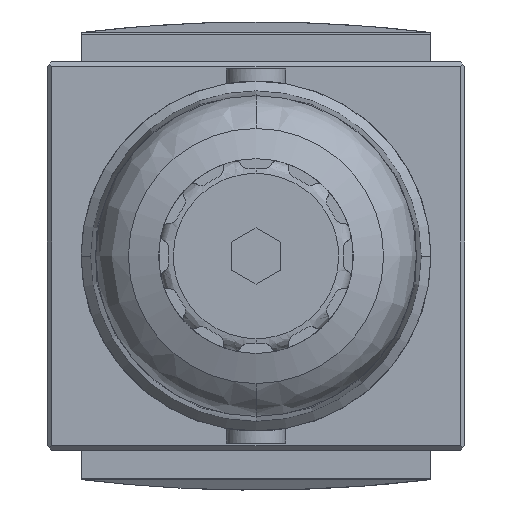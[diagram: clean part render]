
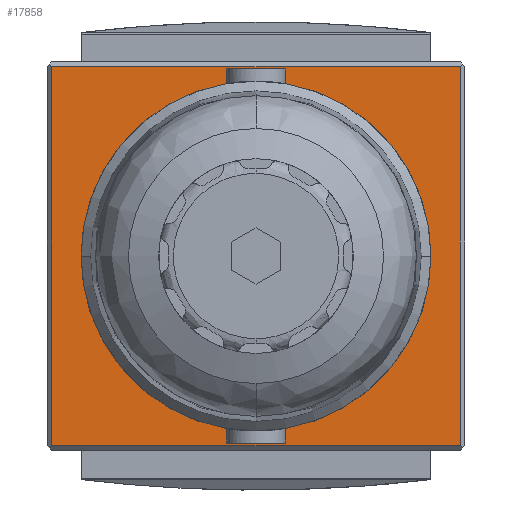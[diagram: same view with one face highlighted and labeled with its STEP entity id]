
A CAD part, front view. The second image highlights one B-rep face of the part: STEP entity #17858.
In plain terms, the highlighted planar face has unit normal (0, -1, 0).
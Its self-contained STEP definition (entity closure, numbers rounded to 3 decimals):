
#215 = AXIS2_PLACEMENT_3D ( 'NONE', #14131, #21869, #7099 ) ;
#315 = EDGE_CURVE ( 'NONE', #5106, #3396, #15901, .T. ) ;
#1070 = CARTESIAN_POINT ( 'NONE',  ( -21., 0., 19.5 ) ) ;
#2715 = PLANE ( 'NONE',  #215 ) ;
#2904 = DIRECTION ( 'NONE',  ( 0., 0., -1. ) ) ;
#3301 = DIRECTION ( 'NONE',  ( 1., 0., 0. ) ) ;
#3396 = VERTEX_POINT ( 'NONE', #14917 ) ;
#3931 = EDGE_CURVE ( 'NONE', #14695, #5106, #16430, .T. ) ;
#4006 = VECTOR ( 'NONE', #2904, 1000. ) ;
#5106 = VERTEX_POINT ( 'NONE', #23714 ) ;
#6318 = VECTOR ( 'NONE', #12529, 1000. ) ;
#7099 = DIRECTION ( 'NONE',  ( 0., 0., 1. ) ) ;
#7214 = ORIENTED_EDGE ( 'NONE', *, *, #15902, .F. ) ;
#7318 = DIRECTION ( 'NONE',  ( -1., 0., 0. ) ) ;
#7698 = ORIENTED_EDGE ( 'NONE', *, *, #3931, .F. ) ;
#10613 = VECTOR ( 'NONE', #7318, 1000. ) ;
#10642 = CARTESIAN_POINT ( 'NONE',  ( -21., 0., 20. ) ) ;
#10804 = VERTEX_POINT ( 'NONE', #12174 ) ;
#12174 = CARTESIAN_POINT ( 'NONE',  ( -21., 0., -19.5 ) ) ;
#12516 = VECTOR ( 'NONE', #3301, 1000. ) ;
#12529 = DIRECTION ( 'NONE',  ( 0., 0., 1. ) ) ;
#12551 = CARTESIAN_POINT ( 'NONE',  ( -21., 0., 19.5 ) ) ;
#13650 = EDGE_CURVE ( 'NONE', #3396, #10804, #21227, .T. ) ;
#14131 = CARTESIAN_POINT ( 'NONE',  ( -21., 0., 20. ) ) ;
#14174 = CARTESIAN_POINT ( 'NONE',  ( 21., 0., 20. ) ) ;
#14695 = VERTEX_POINT ( 'NONE', #1070 ) ;
#14917 = CARTESIAN_POINT ( 'NONE',  ( 21., 0., -19.5 ) ) ;
#15901 = LINE ( 'NONE', #14174, #4006 ) ;
#15902 = EDGE_CURVE ( 'NONE', #10804, #14695, #18473, .T. ) ;
#16268 = FACE_OUTER_BOUND ( 'NONE', #21035, .T. ) ;
#16430 = LINE ( 'NONE', #12551, #12516 ) ;
#17858 = ADVANCED_FACE ( 'NONE', ( #16268 ), #2715, .F. ) ;
#18473 = LINE ( 'NONE', #10642, #6318 ) ;
#20449 = ORIENTED_EDGE ( 'NONE', *, *, #13650, .F. ) ;
#21035 = EDGE_LOOP ( 'NONE', ( #23355, #7698, #7214, #20449 ) ) ;
#21227 = LINE ( 'NONE', #24087, #10613 ) ;
#21869 = DIRECTION ( 'NONE',  ( 0., 1., 0. ) ) ;
#23355 = ORIENTED_EDGE ( 'NONE', *, *, #315, .F. ) ;
#23714 = CARTESIAN_POINT ( 'NONE',  ( 21., 0., 19.5 ) ) ;
#24087 = CARTESIAN_POINT ( 'NONE',  ( -21., 0., -19.5 ) ) ;
